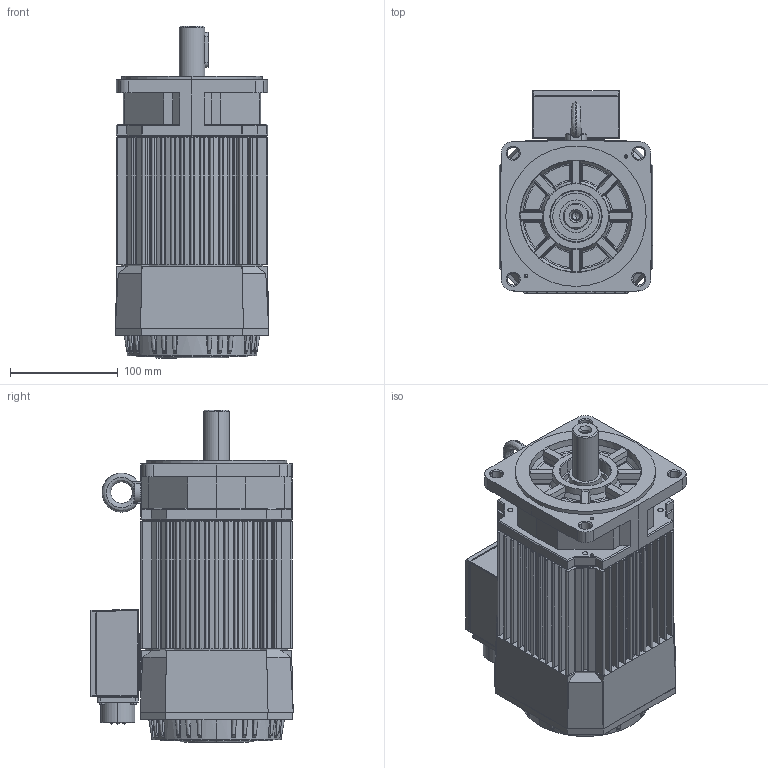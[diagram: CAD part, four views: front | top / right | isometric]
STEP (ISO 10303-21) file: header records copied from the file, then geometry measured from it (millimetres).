
FILE_DESCRIPTION((''),'2;1');
FILE_NAME('BL-142 - Basic.stp','2014-04-04T13:07:04',('arodrigo'),(''),'Autodesk Inventor 9','Autodesk Inventor 9','');
FILE_SCHEMA(('AUTOMOTIVE_DESIGN { 1 0 10303 214 1 1 1 1 }'));
Length unit declared in the file: millimetre
Products named in the file (1): Pieza1
Bounding box: 142.03 x 187.51 x 307.5 mm (x, y, z)
Volume: 4395558.9 mm3; surface area: 382266.7 mm2
Topology: 1 solids, 29 shells, 1947 faces, 4963 edges, 3113 vertices
Faces by surface type: plane 906, cylinder 532, bspline 263, cone 104, sphere 78, torus 64
Entity records: 66579 total; most frequent: CARTESIAN_POINT 20188, ORIENTED_EDGE 9744, DIRECTION 9716, EDGE_CURVE 4872, AXIS2_PLACEMENT_3D 3665, VERTEX_POINT 3092, VECTOR 2386, LINE 2386
